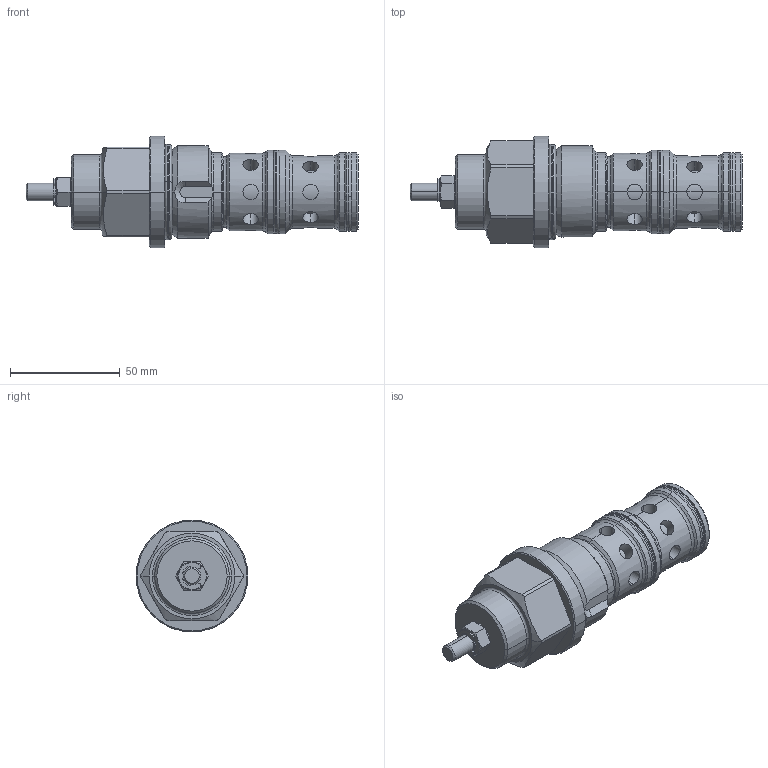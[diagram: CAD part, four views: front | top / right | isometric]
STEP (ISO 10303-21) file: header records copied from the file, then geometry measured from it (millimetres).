
FILE_DESCRIPTION (( 'STEP AP214' ), '1' );
FILE_NAME ('419.D5_Kunde.STEP', '2017-02-22T13:11:51', ( 'user' ), ( '' ), 'SwSTEP 2.0', 'SolidWorks 2016', '' );
FILE_SCHEMA (( 'AUTOMOTIVE_DESIGN' ));
Length unit declared in the file: millimetre
Products named in the file (1): 419.D5_Kunde
Bounding box: 151.27 x 51 x 51 mm (x, y, z)
Volume: 149071.6 mm3; surface area: 26891.3 mm2
Topology: 5 solids, 5 shells, 231 faces, 516 edges, 313 vertices
Faces by surface type: cylinder 113, plane 43, torus 42, cone 33
Entity records: 8626 total; most frequent: CARTESIAN_POINT 3357, DIRECTION 1109, ORIENTED_EDGE 1032, EDGE_CURVE 516, AXIS2_PLACEMENT_3D 465, VERTEX_POINT 313, EDGE_LOOP 255, CIRCLE 233
